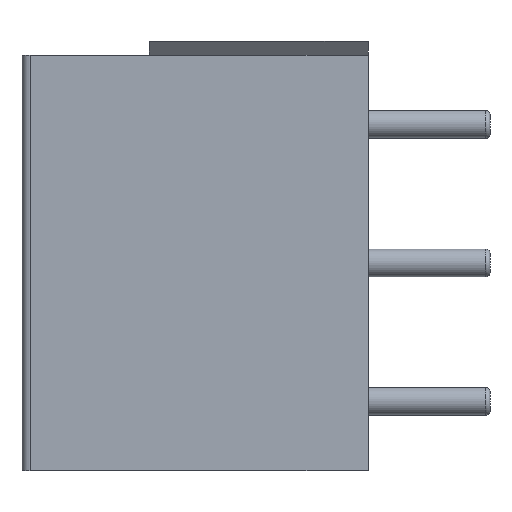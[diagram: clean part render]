
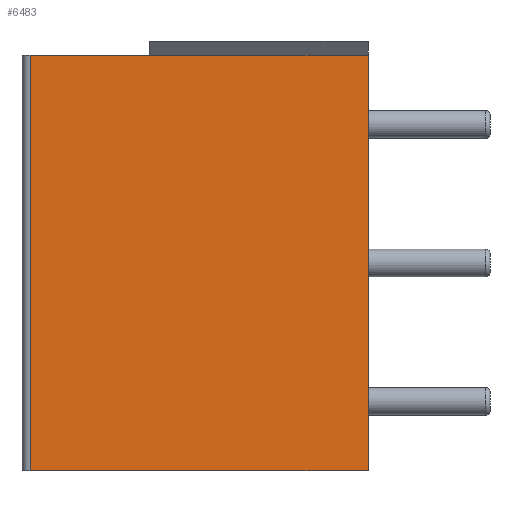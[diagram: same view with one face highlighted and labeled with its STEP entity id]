
A CAD part, left-side view. The second image highlights one B-rep face of the part: STEP entity #6483.
In plain terms, the highlighted planar face has unit normal (-1, 0, 0).
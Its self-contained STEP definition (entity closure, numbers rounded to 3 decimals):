
#37 = LINE ( 'NONE', #4164, #5506 ) ;
#176 = LINE ( 'NONE', #1916, #2677 ) ;
#415 = CARTESIAN_POINT ( 'NONE',  ( 0., 0., 7.5 ) ) ;
#505 = EDGE_CURVE ( 'NONE', #5597, #2451, #176, .T. ) ;
#545 = ORIENTED_EDGE ( 'NONE', *, *, #725, .F. ) ;
#676 = DIRECTION ( 'NONE',  ( 0., 1., 0. ) ) ;
#725 = EDGE_CURVE ( 'NONE', #4429, #4090, #7090, .T. ) ;
#1008 = ORIENTED_EDGE ( 'NONE', *, *, #505, .T. ) ;
#1038 = VECTOR ( 'NONE', #5411, 1000. ) ;
#1799 = DIRECTION ( 'NONE',  ( -1., 0., 0. ) ) ;
#1916 = CARTESIAN_POINT ( 'NONE',  ( 0., 8.2, 22.5 ) ) ;
#1929 = FACE_OUTER_BOUND ( 'NONE', #2730, .T. ) ;
#2106 = EDGE_CURVE ( 'NONE', #5597, #4429, #3236, .T. ) ;
#2208 = ORIENTED_EDGE ( 'NONE', *, *, #5206, .T. ) ;
#2451 = VERTEX_POINT ( 'NONE', #6284 ) ;
#2660 = CARTESIAN_POINT ( 'NONE',  ( 0., 0., 22.5 ) ) ;
#2677 = VECTOR ( 'NONE', #676, 1000. ) ;
#2730 = EDGE_LOOP ( 'NONE', ( #2208, #545, #5548, #1008 ) ) ;
#2771 = DIRECTION ( 'NONE',  ( 0., 0., -1. ) ) ;
#3042 = CARTESIAN_POINT ( 'NONE',  ( 0., 8.2, 7.5 ) ) ;
#3067 = DIRECTION ( 'NONE',  ( 0., 0., -1. ) ) ;
#3139 = PLANE ( 'NONE',  #6623 ) ;
#3236 = LINE ( 'NONE', #2660, #5816 ) ;
#4090 = VERTEX_POINT ( 'NONE', #4897 ) ;
#4164 = CARTESIAN_POINT ( 'NONE',  ( 0., 12.2, 22.5 ) ) ;
#4429 = VERTEX_POINT ( 'NONE', #415 ) ;
#4897 = CARTESIAN_POINT ( 'NONE',  ( 0., 12.2, 7.5 ) ) ;
#5206 = EDGE_CURVE ( 'NONE', #2451, #4090, #37, .T. ) ;
#5411 = DIRECTION ( 'NONE',  ( 0., 1., 0. ) ) ;
#5422 = CARTESIAN_POINT ( 'NONE',  ( 0., 0., 22.5 ) ) ;
#5506 = VECTOR ( 'NONE', #3067, 1000. ) ;
#5548 = ORIENTED_EDGE ( 'NONE', *, *, #2106, .F. ) ;
#5597 = VERTEX_POINT ( 'NONE', #7250 ) ;
#5816 = VECTOR ( 'NONE', #2771, 1000. ) ;
#6284 = CARTESIAN_POINT ( 'NONE',  ( 0., 12.2, 22.5 ) ) ;
#6483 = ADVANCED_FACE ( 'NONE', ( #1929 ), #3139, .T. ) ;
#6623 = AXIS2_PLACEMENT_3D ( 'NONE', #5422, #1799, #7174 ) ;
#7090 = LINE ( 'NONE', #3042, #1038 ) ;
#7174 = DIRECTION ( 'NONE',  ( 0., -1., 0. ) ) ;
#7250 = CARTESIAN_POINT ( 'NONE',  ( 0., 0., 22.5 ) ) ;
